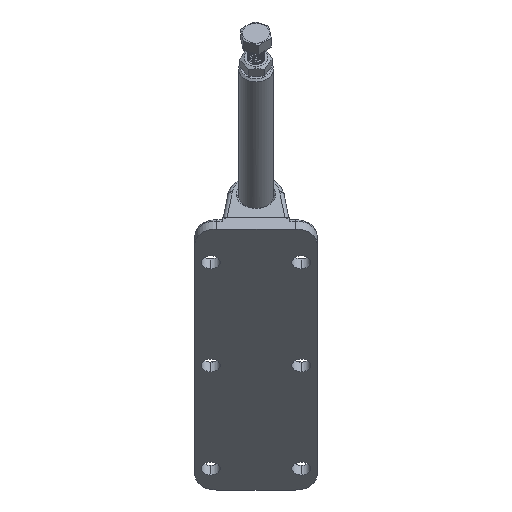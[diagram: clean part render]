
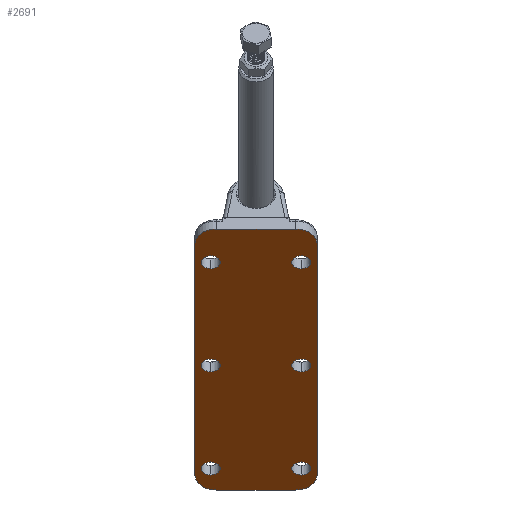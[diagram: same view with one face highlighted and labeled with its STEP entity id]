
A CAD part, left-side view. The second image highlights one B-rep face of the part: STEP entity #2691.
In plain terms, the highlighted face is planar.
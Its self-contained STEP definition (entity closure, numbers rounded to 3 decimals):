
#2=CARTESIAN_POINT('',(74.,20.75,0.));
#3=DIRECTION('',(0.,0.,-1.));
#4=DIRECTION('',(1.,0.,0.));
#5=AXIS2_PLACEMENT_3D('',#2,#3,#4);
#7=CARTESIAN_POINT('',(74.,20.75,0.));
#8=DIRECTION('',(0.,0.,-1.));
#9=DIRECTION('',(-1.,0.,0.));
#10=AXIS2_PLACEMENT_3D('',#7,#8,#9);
#12=CARTESIAN_POINT('',(74.,-20.75,0.));
#13=DIRECTION('',(0.,0.,-1.));
#14=DIRECTION('',(1.,0.,0.));
#15=AXIS2_PLACEMENT_3D('',#12,#13,#14);
#17=CARTESIAN_POINT('',(74.,-20.75,0.));
#18=DIRECTION('',(0.,0.,-1.));
#19=DIRECTION('',(-1.,0.,0.));
#20=AXIS2_PLACEMENT_3D('',#17,#18,#19);
#22=CARTESIAN_POINT('',(4.,-20.75,0.));
#23=DIRECTION('',(0.,0.,-1.));
#24=DIRECTION('',(1.,0.,0.));
#25=AXIS2_PLACEMENT_3D('',#22,#23,#24);
#27=CARTESIAN_POINT('',(4.,-20.75,0.));
#28=DIRECTION('',(0.,0.,-1.));
#29=DIRECTION('',(-1.,0.,0.));
#30=AXIS2_PLACEMENT_3D('',#27,#28,#29);
#32=CARTESIAN_POINT('',(4.,20.75,0.));
#33=DIRECTION('',(0.,0.,-1.));
#34=DIRECTION('',(1.,0.,0.));
#35=AXIS2_PLACEMENT_3D('',#32,#33,#34);
#37=CARTESIAN_POINT('',(4.,20.75,0.));
#38=DIRECTION('',(0.,0.,-1.));
#39=DIRECTION('',(-1.,0.,0.));
#40=AXIS2_PLACEMENT_3D('',#37,#38,#39);
#42=CARTESIAN_POINT('',(-66.,-20.75,0.));
#43=DIRECTION('',(0.,0.,-1.));
#44=DIRECTION('',(1.,0.,0.));
#45=AXIS2_PLACEMENT_3D('',#42,#43,#44);
#47=CARTESIAN_POINT('',(-66.,-20.75,0.));
#48=DIRECTION('',(0.,0.,-1.));
#49=DIRECTION('',(-1.,0.,0.));
#50=AXIS2_PLACEMENT_3D('',#47,#48,#49);
#52=CARTESIAN_POINT('',(-66.,20.75,0.));
#53=DIRECTION('',(0.,0.,-1.));
#54=DIRECTION('',(1.,0.,0.));
#55=AXIS2_PLACEMENT_3D('',#52,#53,#54);
#57=CARTESIAN_POINT('',(-66.,20.75,0.));
#58=DIRECTION('',(0.,0.,-1.));
#59=DIRECTION('',(-1.,0.,0.));
#60=AXIS2_PLACEMENT_3D('',#57,#58,#59);
#62=CARTESIAN_POINT('',(-78.5,18.,0.));
#63=DIRECTION('',(0.,0.,1.));
#64=DIRECTION('',(0.,1.,0.));
#65=AXIS2_PLACEMENT_3D('',#62,#63,#64);
#67=DIRECTION('',(0.,-1.,0.));
#68=VECTOR('',#67,36.);
#69=CARTESIAN_POINT('',(-88.5,18.,0.));
#70=LINE('',#69,#68);
#71=CARTESIAN_POINT('',(-78.5,-18.,0.));
#72=DIRECTION('',(0.,0.,1.));
#73=DIRECTION('',(-1.,0.,0.));
#74=AXIS2_PLACEMENT_3D('',#71,#72,#73);
#76=DIRECTION('',(1.,0.,0.));
#77=VECTOR('',#76,157.);
#78=CARTESIAN_POINT('',(-78.5,-28.,0.));
#79=LINE('',#78,#77);
#80=CARTESIAN_POINT('',(78.5,-18.,0.));
#81=DIRECTION('',(0.,0.,1.));
#82=DIRECTION('',(0.,-1.,0.));
#83=AXIS2_PLACEMENT_3D('',#80,#81,#82);
#85=DIRECTION('',(0.,1.,0.));
#86=VECTOR('',#85,36.);
#87=CARTESIAN_POINT('',(88.5,-18.,0.));
#88=LINE('',#87,#86);
#89=CARTESIAN_POINT('',(78.5,18.,0.));
#90=DIRECTION('',(0.,0.,1.));
#91=DIRECTION('',(1.,0.,0.));
#92=AXIS2_PLACEMENT_3D('',#89,#90,#91);
#94=DIRECTION('',(-1.,0.,0.));
#95=VECTOR('',#94,157.);
#96=CARTESIAN_POINT('',(78.5,28.,0.));
#97=LINE('',#96,#95);
#2261=CARTESIAN_POINT('',(78.35,20.75,0.));
#2262=CARTESIAN_POINT('',(69.65,20.75,0.));
#2263=VERTEX_POINT('',#2261);
#2264=VERTEX_POINT('',#2262);
#2265=CARTESIAN_POINT('',(78.35,-20.75,0.));
#2266=CARTESIAN_POINT('',(69.65,-20.75,0.));
#2267=VERTEX_POINT('',#2265);
#2268=VERTEX_POINT('',#2266);
#2269=CARTESIAN_POINT('',(8.35,-20.75,0.));
#2270=CARTESIAN_POINT('',(-0.35,-20.75,0.));
#2271=VERTEX_POINT('',#2269);
#2272=VERTEX_POINT('',#2270);
#2273=CARTESIAN_POINT('',(8.35,20.75,0.));
#2274=CARTESIAN_POINT('',(-0.35,20.75,0.));
#2275=VERTEX_POINT('',#2273);
#2276=VERTEX_POINT('',#2274);
#2277=CARTESIAN_POINT('',(-61.65,-20.75,0.));
#2278=CARTESIAN_POINT('',(-70.35,-20.75,0.));
#2279=VERTEX_POINT('',#2277);
#2280=VERTEX_POINT('',#2278);
#2281=CARTESIAN_POINT('',(-61.65,20.75,0.));
#2282=CARTESIAN_POINT('',(-70.35,20.75,0.));
#2283=VERTEX_POINT('',#2281);
#2284=VERTEX_POINT('',#2282);
#2285=CARTESIAN_POINT('',(-78.5,28.,0.));
#2286=CARTESIAN_POINT('',(-88.5,18.,0.));
#2287=VERTEX_POINT('',#2285);
#2288=VERTEX_POINT('',#2286);
#2289=CARTESIAN_POINT('',(-88.5,-18.,0.));
#2290=VERTEX_POINT('',#2289);
#2291=CARTESIAN_POINT('',(-78.5,-28.,0.));
#2292=VERTEX_POINT('',#2291);
#2293=CARTESIAN_POINT('',(78.5,-28.,0.));
#2294=VERTEX_POINT('',#2293);
#2295=CARTESIAN_POINT('',(88.5,-18.,0.));
#2296=VERTEX_POINT('',#2295);
#2297=CARTESIAN_POINT('',(88.5,18.,0.));
#2298=VERTEX_POINT('',#2297);
#2299=CARTESIAN_POINT('',(78.5,28.,0.));
#2300=VERTEX_POINT('',#2299);
#2632=CARTESIAN_POINT('',(0.,0.,0.));
#2633=DIRECTION('',(0.,0.,1.));
#2634=DIRECTION('',(1.,0.,0.));
#2635=AXIS2_PLACEMENT_3D('',#2632,#2633,#2634);
#2636=PLANE('',#2635);
#2638=ORIENTED_EDGE('',*,*,#2637,.T.);
#2640=ORIENTED_EDGE('',*,*,#2639,.T.);
#2642=ORIENTED_EDGE('',*,*,#2641,.T.);
#2644=ORIENTED_EDGE('',*,*,#2643,.T.);
#2646=ORIENTED_EDGE('',*,*,#2645,.T.);
#2648=ORIENTED_EDGE('',*,*,#2647,.T.);
#2650=ORIENTED_EDGE('',*,*,#2649,.T.);
#2652=ORIENTED_EDGE('',*,*,#2651,.T.);
#2653=EDGE_LOOP('',(#2638,#2640,#2642,#2644,#2646,#2648,#2650,#2652));
#2654=FACE_OUTER_BOUND('',#2653,.F.);
#2656=ORIENTED_EDGE('',*,*,#2655,.T.);
#2658=ORIENTED_EDGE('',*,*,#2657,.T.);
#2659=EDGE_LOOP('',(#2656,#2658));
#2660=FACE_BOUND('',#2659,.F.);
#2662=ORIENTED_EDGE('',*,*,#2661,.T.);
#2664=ORIENTED_EDGE('',*,*,#2663,.T.);
#2665=EDGE_LOOP('',(#2662,#2664));
#2666=FACE_BOUND('',#2665,.F.);
#2668=ORIENTED_EDGE('',*,*,#2667,.T.);
#2670=ORIENTED_EDGE('',*,*,#2669,.T.);
#2671=EDGE_LOOP('',(#2668,#2670));
#2672=FACE_BOUND('',#2671,.F.);
#2674=ORIENTED_EDGE('',*,*,#2673,.T.);
#2676=ORIENTED_EDGE('',*,*,#2675,.T.);
#2677=EDGE_LOOP('',(#2674,#2676));
#2678=FACE_BOUND('',#2677,.F.);
#2680=ORIENTED_EDGE('',*,*,#2679,.T.);
#2682=ORIENTED_EDGE('',*,*,#2681,.T.);
#2683=EDGE_LOOP('',(#2680,#2682));
#2684=FACE_BOUND('',#2683,.F.);
#2686=ORIENTED_EDGE('',*,*,#2685,.T.);
#2688=ORIENTED_EDGE('',*,*,#2687,.T.);
#2689=EDGE_LOOP('',(#2686,#2688));
#2690=FACE_BOUND('',#2689,.F.);
#2691=ADVANCED_FACE('',(#2654,#2660,#2666,#2672,#2678,#2684,#2690),#2636,.F.);
#6=CIRCLE('',#5,4.35);
#11=CIRCLE('',#10,4.35);
#16=CIRCLE('',#15,4.35);
#21=CIRCLE('',#20,4.35);
#26=CIRCLE('',#25,4.35);
#31=CIRCLE('',#30,4.35);
#36=CIRCLE('',#35,4.35);
#41=CIRCLE('',#40,4.35);
#46=CIRCLE('',#45,4.35);
#51=CIRCLE('',#50,4.35);
#56=CIRCLE('',#55,4.35);
#61=CIRCLE('',#60,4.35);
#66=CIRCLE('',#65,10.);
#75=CIRCLE('',#74,10.);
#84=CIRCLE('',#83,10.);
#93=CIRCLE('',#92,10.);
#2637=EDGE_CURVE('',#2287,#2288,#66,.T.);
#2639=EDGE_CURVE('',#2288,#2290,#70,.T.);
#2641=EDGE_CURVE('',#2290,#2292,#75,.T.);
#2643=EDGE_CURVE('',#2292,#2294,#79,.T.);
#2645=EDGE_CURVE('',#2294,#2296,#84,.T.);
#2647=EDGE_CURVE('',#2296,#2298,#88,.T.);
#2649=EDGE_CURVE('',#2298,#2300,#93,.T.);
#2651=EDGE_CURVE('',#2300,#2287,#97,.T.);
#2655=EDGE_CURVE('',#2263,#2264,#6,.T.);
#2657=EDGE_CURVE('',#2264,#2263,#11,.T.);
#2661=EDGE_CURVE('',#2267,#2268,#16,.T.);
#2663=EDGE_CURVE('',#2268,#2267,#21,.T.);
#2667=EDGE_CURVE('',#2271,#2272,#26,.T.);
#2669=EDGE_CURVE('',#2272,#2271,#31,.T.);
#2673=EDGE_CURVE('',#2275,#2276,#36,.T.);
#2675=EDGE_CURVE('',#2276,#2275,#41,.T.);
#2679=EDGE_CURVE('',#2279,#2280,#46,.T.);
#2681=EDGE_CURVE('',#2280,#2279,#51,.T.);
#2685=EDGE_CURVE('',#2283,#2284,#56,.T.);
#2687=EDGE_CURVE('',#2284,#2283,#61,.T.);
